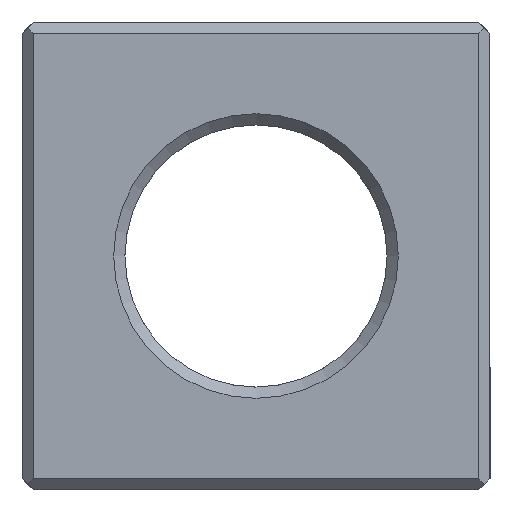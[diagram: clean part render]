
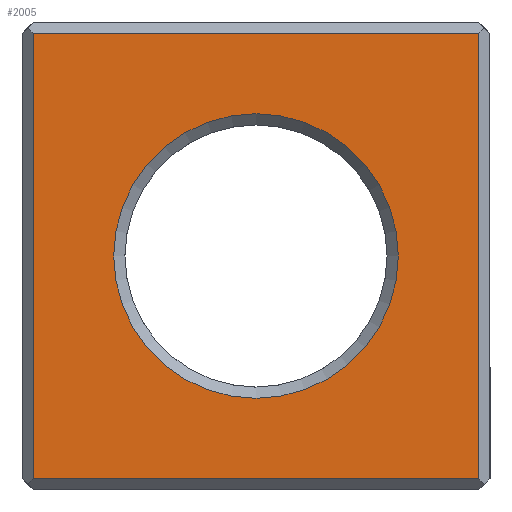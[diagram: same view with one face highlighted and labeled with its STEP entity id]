
A CAD part, left-side view. The second image highlights one B-rep face of the part: STEP entity #2005.
In plain terms, the highlighted planar face has unit normal (-1, 0, 0).
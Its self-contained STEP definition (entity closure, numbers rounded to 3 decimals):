
#72 = PLANE('',#73);
#73 = AXIS2_PLACEMENT_3D('',#74,#75,#76);
#74 = CARTESIAN_POINT('',(0.,0.,0.3));
#75 = DIRECTION('',(-0.707,0.,-0.707)
  );
#76 = DIRECTION('',(0.707,0.,-0.707));
#397 = PLANE('',#398);
#398 = AXIS2_PLACEMENT_3D('',#399,#400,#401);
#399 = CARTESIAN_POINT('',(0.3,12.5,0.));
#400 = DIRECTION('',(0.707,-0.707,0.));
#401 = DIRECTION('',(-0.707,-0.707,0.));
#628 = PLANE('',#629);
#629 = AXIS2_PLACEMENT_3D('',#630,#631,#632);
#630 = CARTESIAN_POINT('',(0.3,0.,0.));
#631 = DIRECTION('',(-0.707,-0.707,0.));
#632 = DIRECTION('',(-0.707,0.707,0.));
#696 = VERTEX_POINT('',#697);
#697 = CARTESIAN_POINT('',(0.,0.3,0.3));
#718 = EDGE_CURVE('',#696,#719,#721,.T.);
#719 = VERTEX_POINT('',#720);
#720 = CARTESIAN_POINT('',(0.,12.2,0.3));
#721 = SURFACE_CURVE('',#722,(#726,#733),.PCURVE_S1.);
#722 = LINE('',#723,#724);
#723 = CARTESIAN_POINT('',(0.,0.,0.3));
#724 = VECTOR('',#725,1.);
#725 = DIRECTION('',(0.,1.,0.));
#726 = PCURVE('',#72,#727);
#727 = DEFINITIONAL_REPRESENTATION('',(#728),#732);
#728 = LINE('',#729,#730);
#729 = CARTESIAN_POINT('',(0.,0.));
#730 = VECTOR('',#731,1.);
#731 = DIRECTION('',(0.,-1.));
#732 = ( GEOMETRIC_REPRESENTATION_CONTEXT(2) 
PARAMETRIC_REPRESENTATION_CONTEXT() REPRESENTATION_CONTEXT('2D SPACE',''
  ) );
#733 = PCURVE('',#734,#739);
#734 = PLANE('',#735);
#735 = AXIS2_PLACEMENT_3D('',#736,#737,#738);
#736 = CARTESIAN_POINT('',(0.,12.5,0.));
#737 = DIRECTION('',(1.,0.,0.));
#738 = DIRECTION('',(0.,-1.,0.));
#739 = DEFINITIONAL_REPRESENTATION('',(#740),#744);
#740 = LINE('',#741,#742);
#741 = CARTESIAN_POINT('',(12.5,-0.3));
#742 = VECTOR('',#743,1.);
#743 = DIRECTION('',(-1.,0.));
#744 = ( GEOMETRIC_REPRESENTATION_CONTEXT(2) 
PARAMETRIC_REPRESENTATION_CONTEXT() REPRESENTATION_CONTEXT('2D SPACE',''
  ) );
#1467 = VERTEX_POINT('',#1468);
#1468 = CARTESIAN_POINT('',(0.,12.2,12.2));
#1482 = PLANE('',#1483);
#1483 = AXIS2_PLACEMENT_3D('',#1484,#1485,#1486);
#1484 = CARTESIAN_POINT('',(0.3,0.,12.5));
#1485 = DIRECTION('',(-0.707,0.,0.707
    ));
#1486 = DIRECTION('',(-0.707,0.,-0.707
    ));
#1494 = EDGE_CURVE('',#719,#1467,#1495,.T.);
#1495 = SURFACE_CURVE('',#1496,(#1500,#1507),.PCURVE_S1.);
#1496 = LINE('',#1497,#1498);
#1497 = CARTESIAN_POINT('',(0.,12.2,0.));
#1498 = VECTOR('',#1499,1.);
#1499 = DIRECTION('',(0.,0.,1.));
#1500 = PCURVE('',#397,#1501);
#1501 = DEFINITIONAL_REPRESENTATION('',(#1502),#1506);
#1502 = LINE('',#1503,#1504);
#1503 = CARTESIAN_POINT('',(0.424,0.));
#1504 = VECTOR('',#1505,1.);
#1505 = DIRECTION('',(0.,-1.));
#1506 = ( GEOMETRIC_REPRESENTATION_CONTEXT(2) 
PARAMETRIC_REPRESENTATION_CONTEXT() REPRESENTATION_CONTEXT('2D SPACE',''
  ) );
#1507 = PCURVE('',#734,#1508);
#1508 = DEFINITIONAL_REPRESENTATION('',(#1509),#1513);
#1509 = LINE('',#1510,#1511);
#1510 = CARTESIAN_POINT('',(0.3,0.));
#1511 = VECTOR('',#1512,1.);
#1512 = DIRECTION('',(0.,-1.));
#1513 = ( GEOMETRIC_REPRESENTATION_CONTEXT(2) 
PARAMETRIC_REPRESENTATION_CONTEXT() REPRESENTATION_CONTEXT('2D SPACE',''
  ) );
#1962 = VERTEX_POINT('',#1963);
#1963 = CARTESIAN_POINT('',(0.,0.3,12.2));
#1984 = EDGE_CURVE('',#696,#1962,#1985,.T.);
#1985 = SURFACE_CURVE('',#1986,(#1990,#1997),.PCURVE_S1.);
#1986 = LINE('',#1987,#1988);
#1987 = CARTESIAN_POINT('',(0.,0.3,0.));
#1988 = VECTOR('',#1989,1.);
#1989 = DIRECTION('',(0.,0.,1.));
#1990 = PCURVE('',#628,#1991);
#1991 = DEFINITIONAL_REPRESENTATION('',(#1992),#1996);
#1992 = LINE('',#1993,#1994);
#1993 = CARTESIAN_POINT('',(0.424,0.));
#1994 = VECTOR('',#1995,1.);
#1995 = DIRECTION('',(0.,-1.));
#1996 = ( GEOMETRIC_REPRESENTATION_CONTEXT(2) 
PARAMETRIC_REPRESENTATION_CONTEXT() REPRESENTATION_CONTEXT('2D SPACE',''
  ) );
#1997 = PCURVE('',#734,#1998);
#1998 = DEFINITIONAL_REPRESENTATION('',(#1999),#2003);
#1999 = LINE('',#2000,#2001);
#2000 = CARTESIAN_POINT('',(12.2,0.));
#2001 = VECTOR('',#2002,1.);
#2002 = DIRECTION('',(0.,-1.));
#2003 = ( GEOMETRIC_REPRESENTATION_CONTEXT(2) 
PARAMETRIC_REPRESENTATION_CONTEXT() REPRESENTATION_CONTEXT('2D SPACE',''
  ) );
#2005 = ADVANCED_FACE('',(#2006,#2032),#734,.F.);
#2006 = FACE_BOUND('',#2007,.F.);
#2007 = EDGE_LOOP('',(#2008,#2009,#2010,#2011));
#2008 = ORIENTED_EDGE('',*,*,#1984,.F.);
#2009 = ORIENTED_EDGE('',*,*,#718,.T.);
#2010 = ORIENTED_EDGE('',*,*,#1494,.T.);
#2011 = ORIENTED_EDGE('',*,*,#2012,.F.);
#2012 = EDGE_CURVE('',#1962,#1467,#2013,.T.);
#2013 = SURFACE_CURVE('',#2014,(#2018,#2025),.PCURVE_S1.);
#2014 = LINE('',#2015,#2016);
#2015 = CARTESIAN_POINT('',(0.,0.,12.2));
#2016 = VECTOR('',#2017,1.);
#2017 = DIRECTION('',(0.,1.,0.));
#2018 = PCURVE('',#734,#2019);
#2019 = DEFINITIONAL_REPRESENTATION('',(#2020),#2024);
#2020 = LINE('',#2021,#2022);
#2021 = CARTESIAN_POINT('',(12.5,-12.2));
#2022 = VECTOR('',#2023,1.);
#2023 = DIRECTION('',(-1.,0.));
#2024 = ( GEOMETRIC_REPRESENTATION_CONTEXT(2) 
PARAMETRIC_REPRESENTATION_CONTEXT() REPRESENTATION_CONTEXT('2D SPACE',''
  ) );
#2025 = PCURVE('',#1482,#2026);
#2026 = DEFINITIONAL_REPRESENTATION('',(#2027),#2031);
#2027 = LINE('',#2028,#2029);
#2028 = CARTESIAN_POINT('',(0.424,0.));
#2029 = VECTOR('',#2030,1.);
#2030 = DIRECTION('',(0.,-1.));
#2031 = ( GEOMETRIC_REPRESENTATION_CONTEXT(2) 
PARAMETRIC_REPRESENTATION_CONTEXT() REPRESENTATION_CONTEXT('2D SPACE',''
  ) );
#2032 = FACE_BOUND('',#2033,.F.);
#2033 = EDGE_LOOP('',(#2034));
#2034 = ORIENTED_EDGE('',*,*,#2035,.T.);
#2035 = EDGE_CURVE('',#2036,#2036,#2038,.T.);
#2036 = VERTEX_POINT('',#2037);
#2037 = CARTESIAN_POINT('',(0.,2.45,6.25));
#2038 = SURFACE_CURVE('',#2039,(#2044,#2055),.PCURVE_S1.);
#2039 = CIRCLE('',#2040,3.8);
#2040 = AXIS2_PLACEMENT_3D('',#2041,#2042,#2043);
#2041 = CARTESIAN_POINT('',(0.,6.25,6.25));
#2042 = DIRECTION('',(-1.,0.,0.));
#2043 = DIRECTION('',(0.,-1.,0.));
#2044 = PCURVE('',#734,#2045);
#2045 = DEFINITIONAL_REPRESENTATION('',(#2046),#2054);
#2046 = ( BOUNDED_CURVE() B_SPLINE_CURVE(2,(#2047,#2048,#2049,#2050,
#2051,#2052,#2053),.UNSPECIFIED.,.T.,.F.) B_SPLINE_CURVE_WITH_KNOTS((1,2
    ,2,2,2,1),(-2.094,0.,2.094,4.189,
6.283,8.378),.UNSPECIFIED.) CURVE() 
GEOMETRIC_REPRESENTATION_ITEM() RATIONAL_B_SPLINE_CURVE((1.,0.5,1.,0.5,
1.,0.5,1.)) REPRESENTATION_ITEM('') );
#2047 = CARTESIAN_POINT('',(10.05,-6.25));
#2048 = CARTESIAN_POINT('',(10.05,-12.832));
#2049 = CARTESIAN_POINT('',(4.35,-9.541));
#2050 = CARTESIAN_POINT('',(-1.35,-6.25));
#2051 = CARTESIAN_POINT('',(4.35,-2.959));
#2052 = CARTESIAN_POINT('',(10.05,0.332));
#2053 = CARTESIAN_POINT('',(10.05,-6.25));
#2054 = ( GEOMETRIC_REPRESENTATION_CONTEXT(2) 
PARAMETRIC_REPRESENTATION_CONTEXT() REPRESENTATION_CONTEXT('2D SPACE',''
  ) );
#2055 = PCURVE('',#2056,#2061);
#2056 = CONICAL_SURFACE('',#2057,3.5,0.785);
#2057 = AXIS2_PLACEMENT_3D('',#2058,#2059,#2060);
#2058 = CARTESIAN_POINT('',(0.3,6.25,6.25));
#2059 = DIRECTION('',(-1.,-0.,-0.));
#2060 = DIRECTION('',(0.,-1.,0.));
#2061 = DEFINITIONAL_REPRESENTATION('',(#2062),#2066);
#2062 = LINE('',#2063,#2064);
#2063 = CARTESIAN_POINT('',(0.,0.3));
#2064 = VECTOR('',#2065,1.);
#2065 = DIRECTION('',(1.,0.));
#2066 = ( GEOMETRIC_REPRESENTATION_CONTEXT(2) 
PARAMETRIC_REPRESENTATION_CONTEXT() REPRESENTATION_CONTEXT('2D SPACE',''
  ) );
